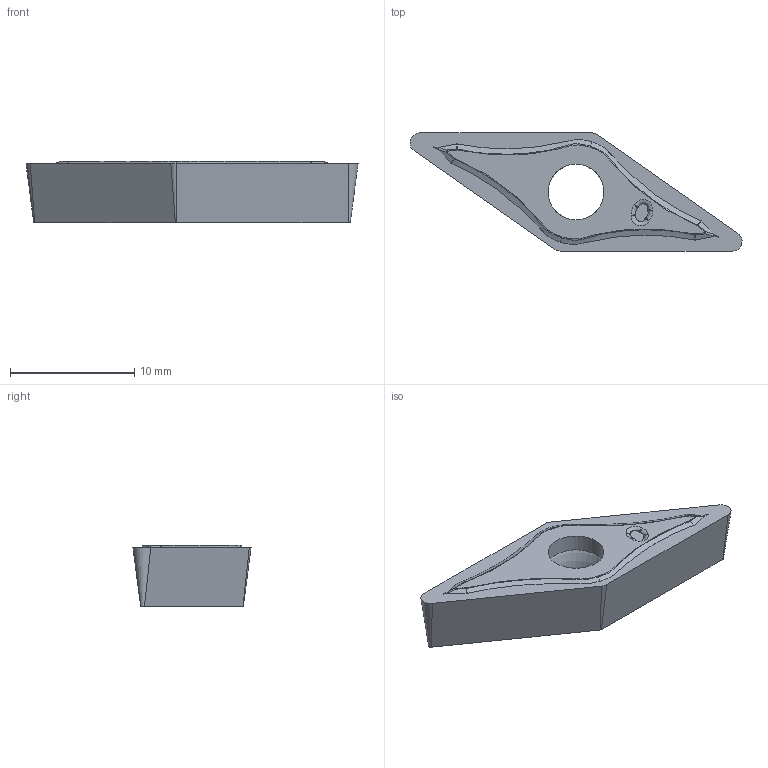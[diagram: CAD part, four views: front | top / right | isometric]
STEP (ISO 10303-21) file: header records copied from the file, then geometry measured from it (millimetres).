
FILE_DESCRIPTION(/* description */ (''),/* implementation_level */ '2;1');
FILE_NAME(/* name */ 'VCMT160408E_FM_115007966ndi000_00_SIM.stp',/* time_stamp */ '2022-01-17T10:59:55+01:00',/* author */ (''),/* organization */ (''),/* preprocessor_version */ 'ST-DEVELOPER v16.7',/* originating_system */ 'SIEMENS PLM Software NX 12.0',/* authorisation */ '');
FILE_SCHEMA (('AUTOMOTIVE_DESIGN { 1 0 10303 214 3 1 1 1 }'));
Length unit declared in the file: millimetre
Products named in the file (1): pi253590753Cuhkn
Bounding box: 26.76 x 9.53 x 4.96 mm (x, y, z)
Volume: 583.6 mm3; surface area: 612.9 mm2
Topology: 1 solids, 1 shells, 72 faces, 179 edges, 106 vertices
Faces by surface type: bspline 38, sphere 10, torus 9, plane 7, cylinder 4, cone 4
Full cylindrical faces by diameter (mm): 4.5 x2
Entity records: 6988 total; most frequent: CARTESIAN_POINT 5578, ORIENTED_EDGE 334, DIRECTION 210, EDGE_CURVE 167, VERTEX_POINT 103, AXIS2_PLACEMENT_3D 97, B_SPLINE_CURVE_WITH_KNOTS 89, EDGE_LOOP 80
